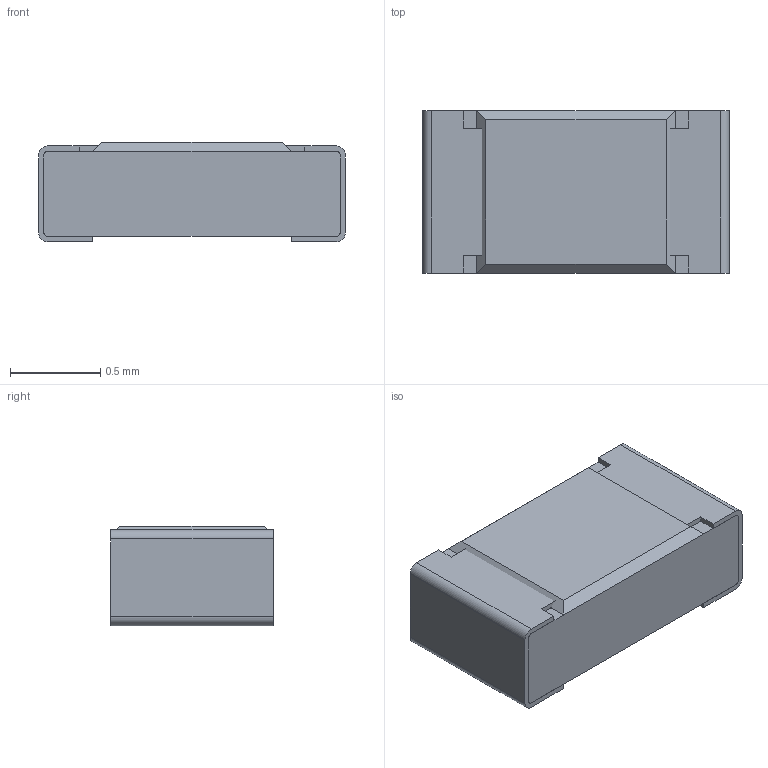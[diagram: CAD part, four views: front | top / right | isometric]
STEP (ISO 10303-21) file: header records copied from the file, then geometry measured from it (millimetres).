
FILE_DESCRIPTION(('STEP AP214'), '1');
FILE_NAME('RESC', '2019-07-17T19:37:32', ('Nobody'), (''), 'ASCON STEP Converter 1.3', 'ASCON Math Kernel', '');
FILE_SCHEMA(('AUTOMOTIVE_DESIGN { 1 0 10303 214 3 1 1}'));
Length unit declared in the file: millimetre
Bounding box: 1.7 x 0.9 x 0.55 mm (x, y, z)
Volume: 0.8 mm3; surface area: 9.6 mm2
Topology: 3 solids, 3 shells, 52 faces, 142 edges, 98 vertices
Faces by surface type: plane 40, cylinder 12
Entity records: 2105 total; most frequent: CARTESIAN_POINT 283, DIRECTION 272, ORIENTED_EDGE 268, EDGE_CURVE 134, LINE 118, VECTOR 118, VERTEX_POINT 88, AXIS2_PLACEMENT_3D 77
